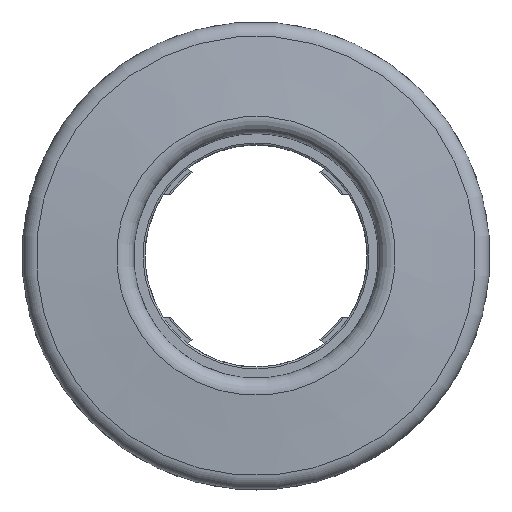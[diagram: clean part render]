
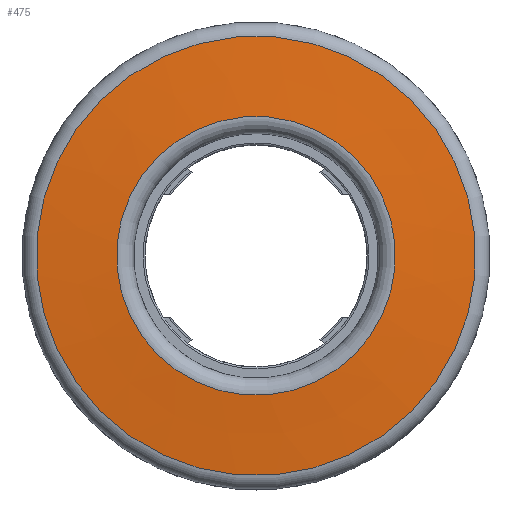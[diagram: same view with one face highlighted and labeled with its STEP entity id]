
A CAD part, top view. The second image highlights one B-rep face of the part: STEP entity #475.
In plain terms, the highlighted conical face has half-angle 85 degrees and reference radius 30 mm.
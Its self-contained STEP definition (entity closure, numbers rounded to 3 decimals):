
#383=CONICAL_SURFACE('',#1572,30.,85.);
#475=ADVANCED_FACE('',(#589,#590),#383,.T.);
#589=FACE_BOUND('',#703,.T.);
#590=FACE_BOUND('',#704,.T.);
#703=EDGE_LOOP('',(#1032));
#704=EDGE_LOOP('',(#1033));
#792=CIRCLE('',#1570,17.874);
#793=CIRCLE('',#1571,28.174);
#1032=ORIENTED_EDGE('',*,*,#1298,.T.);
#1033=ORIENTED_EDGE('',*,*,#1299,.T.);
#1166=VERTEX_POINT('',#2269);
#1167=VERTEX_POINT('',#2271);
#1298=EDGE_CURVE('',#1166,#1166,#792,.T.);
#1299=EDGE_CURVE('',#1167,#1167,#793,.T.);
#1570=AXIS2_PLACEMENT_3D('',#2268,#1887,#1888);
#1571=AXIS2_PLACEMENT_3D('',#2270,#1889,#1890);
#1572=AXIS2_PLACEMENT_3D('',#2272,#1891,#1892);
#1887=DIRECTION('',(0.,0.,-1.));
#1888=DIRECTION('',(1.,0.,0.));
#1889=DIRECTION('',(0.,0.,1.));
#1890=DIRECTION('',(1.,0.,0.));
#1891=DIRECTION('',(0.,0.,-1.));
#1892=DIRECTION('',(-1.,0.,0.));
#2268=CARTESIAN_POINT('',(0.,0.,8.292));
#2269=CARTESIAN_POINT('',(17.874,0.,8.292));
#2270=CARTESIAN_POINT('',(0.,0.,7.391));
#2271=CARTESIAN_POINT('',(28.174,0.,7.391));
#2272=CARTESIAN_POINT('',(0.,0.,7.231));
